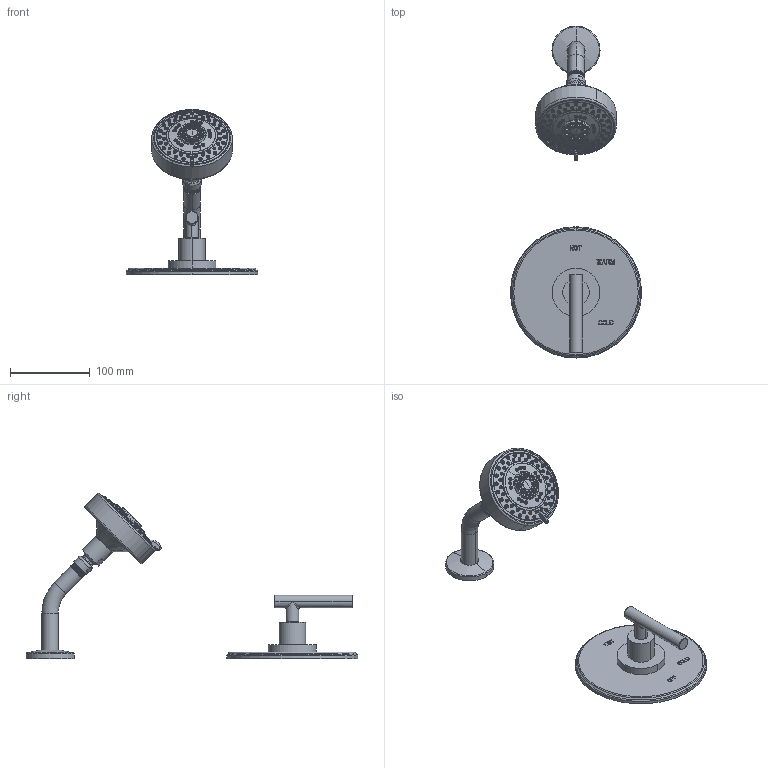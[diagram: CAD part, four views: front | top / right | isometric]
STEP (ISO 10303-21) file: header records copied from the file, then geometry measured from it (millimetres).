
FILE_DESCRIPTION((''),'2;1');
FILE_NAME('3-994LBP','2021-05-26T09:44:17',('jinson.thomas'),(''),'CREO PARAMETRIC BY PTC INC, 2018400','CREO PARAMETRIC BY PTC INC, 2018400','');
FILE_SCHEMA(('CONFIG_CONTROL_DESIGN'));
Length unit declared in the file: inch
Products named in the file (1): 3-994LBP
Bounding box: 165.1 x 417.58 x 207.64 mm (x, y, z)
Volume: 577847.2 mm3; surface area: 104216.6 mm2
Topology: 2 solids, 2 shells, 1403 faces, 3185 edges, 1957 vertices
Faces by surface type: plane 465, torus 327, cone 302, cylinder 203, bspline 100, sphere 6
Entity records: 57298 total; most frequent: CARTESIAN_POINT 26452, ORIENTED_EDGE 6366, DIRECTION 6285, EDGE_CURVE 3183, AXIS2_PLACEMENT_3D 2389, VERTEX_POINT 1957, EDGE_LOOP 1592, VECTOR 1507
